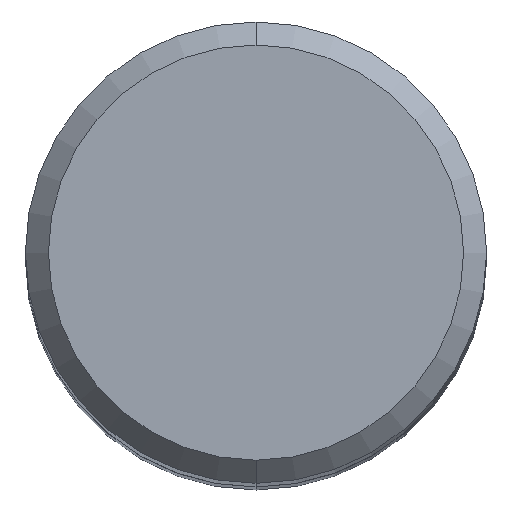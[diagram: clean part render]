
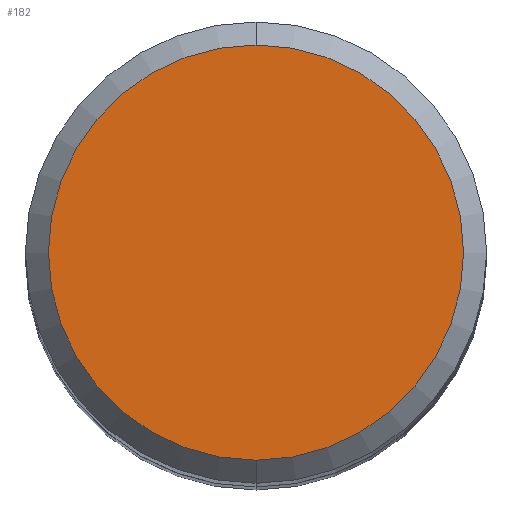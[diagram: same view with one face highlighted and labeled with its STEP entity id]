
A CAD part, top view. The second image highlights one B-rep face of the part: STEP entity #182.
In plain terms, the highlighted planar face has unit normal (0, 0, 1).
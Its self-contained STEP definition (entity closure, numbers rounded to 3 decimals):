
#164=VERTEX_POINT('',#358);
#174=EDGE_CURVE('',#164,#188,#371,.T.);
#182=ADVANCED_FACE('',(#382),#383,.T.);
#188=VERTEX_POINT('',#390);
#198=EDGE_CURVE('',#188,#164,#400,.T.);
#358=CARTESIAN_POINT('',(0.0,4.5,0.0));
#371=CIRCLE('',#595,4.5);
#382=FACE_OUTER_BOUND('',#605,.T.);
#383=PLANE('',#606);
#390=CARTESIAN_POINT('',(0.,-4.5,0.0));
#400=CIRCLE('',#628,4.5);
#595=AXIS2_PLACEMENT_3D('',#838,#839,#840);
#605=EDGE_LOOP('',(#859,#860));
#606=AXIS2_PLACEMENT_3D('',#861,#862,#863);
#628=AXIS2_PLACEMENT_3D('',#873,#874,#875);
#838=CARTESIAN_POINT('',(0.0,0.0,0.0));
#839=DIRECTION('',(0.0,0.0,-1.0));
#840=DIRECTION('',(0.0,1.0,0.0));
#859=ORIENTED_EDGE('',*,*,#174,.F.);
#860=ORIENTED_EDGE('',*,*,#198,.F.);
#861=CARTESIAN_POINT('',(0.0,2.25,0.0));
#862=DIRECTION('',(-0.0,0.0,1.0));
#863=DIRECTION('',(0.0,-1.0,0.0));
#873=CARTESIAN_POINT('',(0.0,0.0,0.0));
#874=DIRECTION('',(0.0,0.0,-1.0));
#875=DIRECTION('',(0.0,1.0,0.0));
